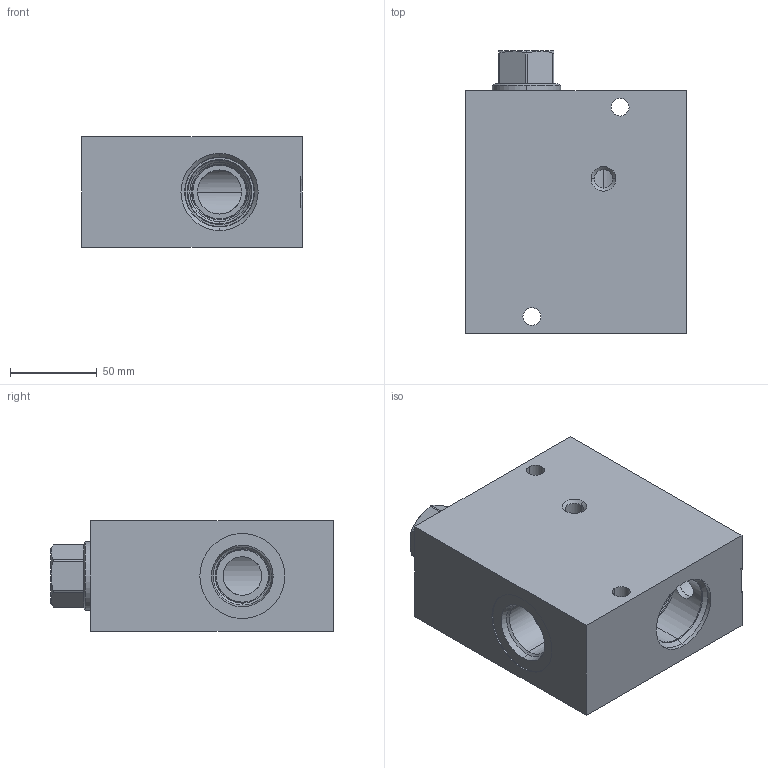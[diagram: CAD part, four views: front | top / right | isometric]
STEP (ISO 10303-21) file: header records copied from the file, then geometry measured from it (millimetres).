
FILE_DESCRIPTION((''),'2;1');
FILE_NAME('H4M_ASM','2022-01-27T',('ProEService'),(''),'PRO/ENGINEER BY PARAMETRIC TECHNOLOGY CORPORATION, 2014200','PRO/ENGINEER BY PARAMETRIC TECHNOLOGY CORPORATION, 2014200','');
FILE_SCHEMA(('CONFIG_CONTROL_DESIGN'));
Length unit declared in the file: inch
Products named in the file (3): 150-754-005; CXGDXCN; H4M_ASM
Assembly tree (2 placements, depth 2):
  H4M_ASM
    150-754-005
    CXGDXCN
Bounding box: 127 x 162.74 x 63.5 mm (x, y, z)
Volume: 919799.8 mm3; surface area: 117851.1 mm2
Topology: 3 solids, 3 shells, 274 faces, 875 edges, 721 vertices
Faces by surface type: cylinder 129, cone 67, plane 46, torus 26, revolution 6
Entity records: 11128 total; most frequent: CARTESIAN_POINT 3459, DIRECTION 1663, ORIENTED_EDGE 1254, EDGE_CURVE 627, AXIS2_PLACEMENT_3D 600, VECTOR 457, LINE 457, VERTEX_POINT 377
